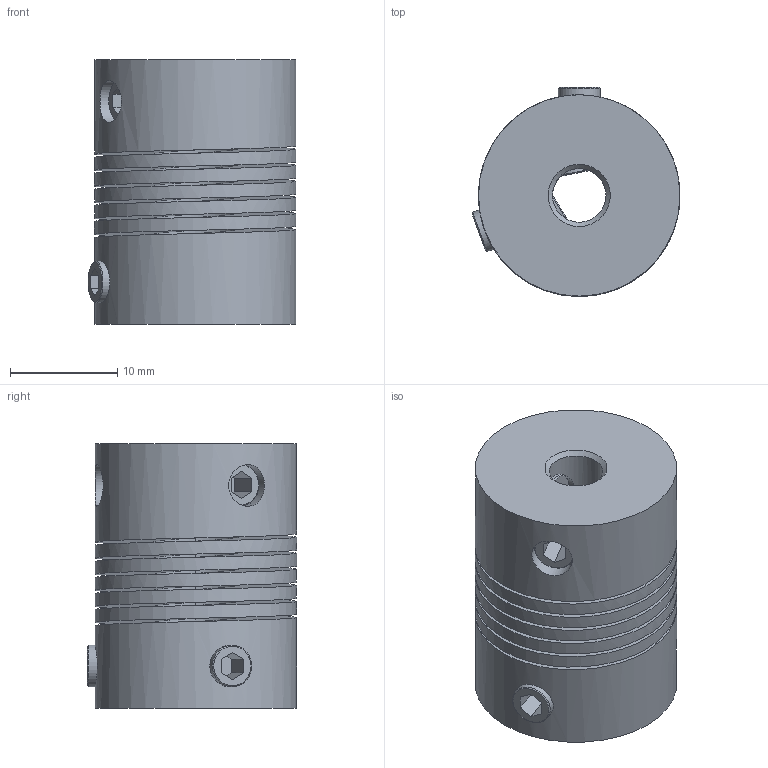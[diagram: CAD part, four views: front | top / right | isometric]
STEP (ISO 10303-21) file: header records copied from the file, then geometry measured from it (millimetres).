
FILE_DESCRIPTION(('FreeCAD Model'),'2;1');
FILE_NAME('beam-coupling-5mm-8mm.step','2015-08-04T13:18:59',(''),( ''),'Open CASCADE STEP processor 6.8','FreeCAD','Unknown');
FILE_SCHEMA(('AUTOMOTIVE_DESIGN_CC2 { 1 2 10303 214 -1 1 5 4 }'));
Length unit declared in the file: millimetre
Products named in the file (2): ASSEMBLY; coupling-compound
Assembly tree (1 placements, depth 2):
  ASSEMBLY
    coupling-compound
Bounding box: 19.4 x 19.52 x 24.7 mm (x, y, z)
Volume: 5386.9 mm3; surface area: 5824.7 mm2
Topology: 5 solids, 5 shells, 76 faces, 186 edges, 122 vertices
Faces by surface type: plane 41, cylinder 23, cone 10, bspline 2
Full cylindrical faces by diameter (mm): 3.9 x8, 5 x1, 8 x6, 18.8 x7
Entity records: 23209 total; most frequent: CARTESIAN_POINT 19110, DIRECTION 564, ORIENTED_EDGE 372, PCURVE 372, DEFINITIONAL_REPRESENTATION 372, LINE 350, VECTOR 350, EDGE_CURVE 186
